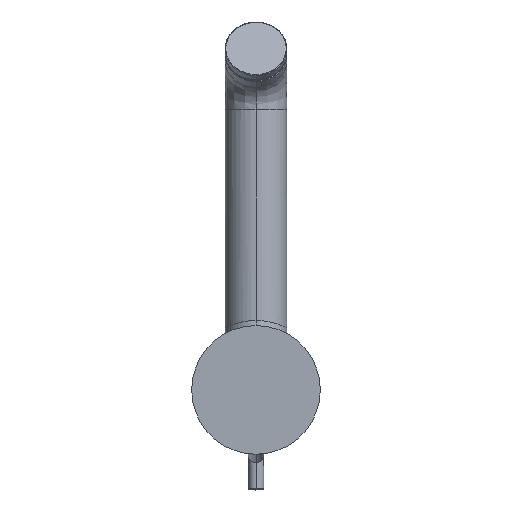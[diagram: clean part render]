
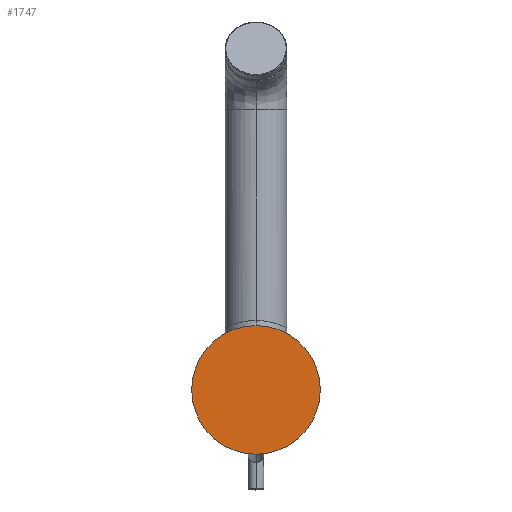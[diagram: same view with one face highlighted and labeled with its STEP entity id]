
A CAD part, front view. The second image highlights one B-rep face of the part: STEP entity #1747.
In plain terms, the highlighted planar face has unit normal (0, -1, 0).
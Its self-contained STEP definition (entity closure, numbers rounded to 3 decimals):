
#852 = CIRCLE ( 'NONE', #2653, 25. ) ;
#880 = EDGE_CURVE ( 'NONE', #1022, #5071, #852, .T. ) ;
#981 = CARTESIAN_POINT ( 'NONE',  ( 25., -5., 0. ) ) ;
#1022 = VERTEX_POINT ( 'NONE', #981 ) ;
#1393 = CARTESIAN_POINT ( 'NONE',  ( 25., -5., 0. ) ) ;
#1522 = ORIENTED_EDGE ( 'NONE', *, *, #880, .F. ) ;
#1625 = AXIS2_PLACEMENT_3D ( 'NONE', #1393, #3991, #7078 ) ;
#1747 = ADVANCED_FACE ( 'NONE', ( #3298 ), #5163, .F. ) ;
#2256 = DIRECTION ( 'NONE',  ( -1., 0., 0. ) ) ;
#2653 = AXIS2_PLACEMENT_3D ( 'NONE', #2893, #7361, #2256 ) ;
#2893 = CARTESIAN_POINT ( 'NONE',  ( 0., -5., 0. ) ) ;
#2902 = CARTESIAN_POINT ( 'NONE',  ( 0., -5., 0. ) ) ;
#3298 = FACE_OUTER_BOUND ( 'NONE', #5494, .T. ) ;
#3991 = DIRECTION ( 'NONE',  ( 0., 1., 0. ) ) ;
#4269 = ORIENTED_EDGE ( 'NONE', *, *, #7387, .F. ) ;
#4899 = DIRECTION ( 'NONE',  ( 0., 1., 0. ) ) ;
#5071 = VERTEX_POINT ( 'NONE', #6154 ) ;
#5163 = PLANE ( 'NONE',  #1625 ) ;
#5494 = EDGE_LOOP ( 'NONE', ( #4269, #1522 ) ) ;
#6123 = DIRECTION ( 'NONE',  ( -1., 0., 0. ) ) ;
#6154 = CARTESIAN_POINT ( 'NONE',  ( -25., -5., 0. ) ) ;
#7078 = DIRECTION ( 'NONE',  ( 1., 0., 0. ) ) ;
#7361 = DIRECTION ( 'NONE',  ( 0., 1., 0. ) ) ;
#7387 = EDGE_CURVE ( 'NONE', #5071, #1022, #7990, .T. ) ;
#7468 = AXIS2_PLACEMENT_3D ( 'NONE', #2902, #4899, #6123 ) ;
#7990 = CIRCLE ( 'NONE', #7468, 25. ) ;
